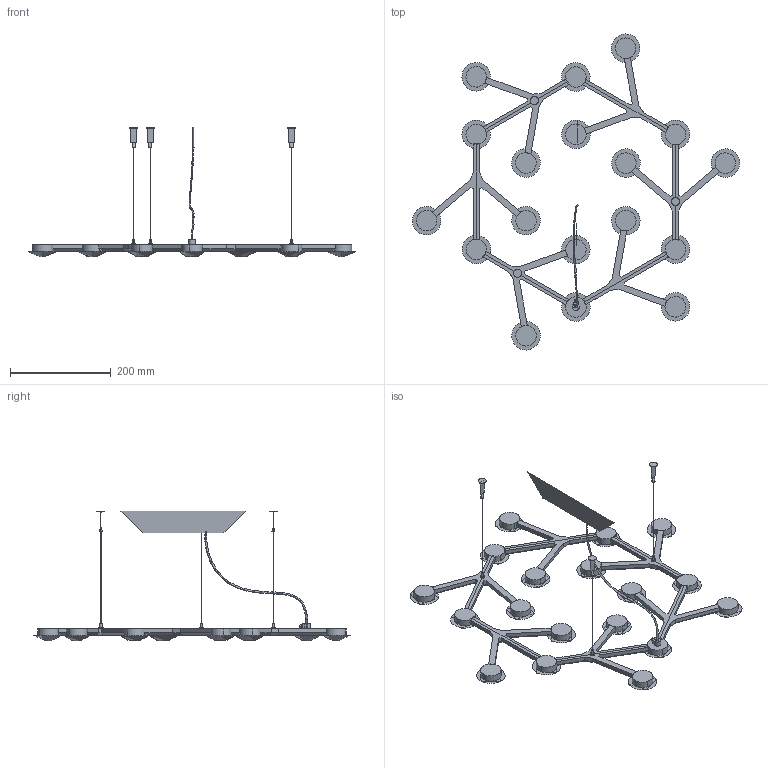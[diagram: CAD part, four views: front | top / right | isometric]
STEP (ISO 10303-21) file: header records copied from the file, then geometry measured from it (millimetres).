
FILE_DESCRIPTION(/* description */ (''),/* implementation_level */ '2;1');
FILE_NAME(/* name */ 'led net circolare sospensione ALICE OK',/* time_stamp */ '2011-10-11T16:59:21+02:00',/* author */ (''),/* organization */ (''),/* preprocessor_version */ 'ST-DEVELOPER v10',/* originating_system */ '',/* authorisation */ '');
FILE_SCHEMA (('CONFIG_CONTROL_DESIGN'));
Length unit declared in the file: millimetre
Products named in the file (1): 1
Bounding box: 648.86 x 626.53 x 257.54 mm (x, y, z)
Volume: 2068078.9 mm3; surface area: 485899.4 mm2
Topology: 56 solids, 117 shells, 708 faces, 2266 edges, 1690 vertices
Faces by surface type: bspline 708
Entity records: 30818 total; most frequent: CARTESIAN_POINT 19722, ORIENTED_EDGE 3432, EDGE_CURVE 2049, VERTEX_POINT 1489, B_SPLINE_CURVE_WITH_KNOTS 1154, EDGE_LOOP 720, ADVANCED_FACE 708, FACE_OUTER_BOUND 708
